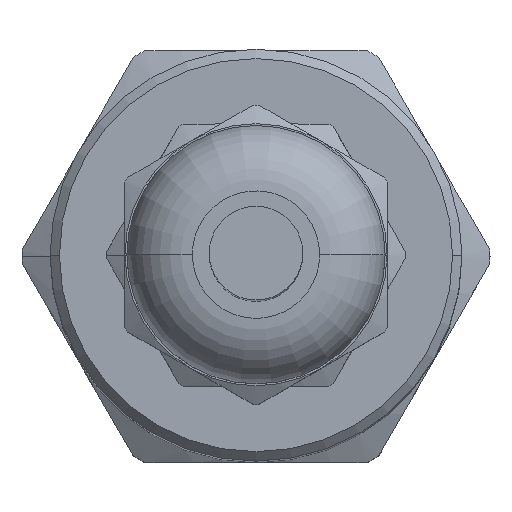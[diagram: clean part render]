
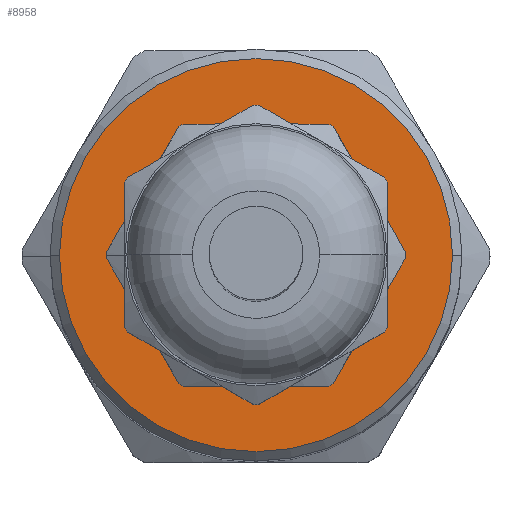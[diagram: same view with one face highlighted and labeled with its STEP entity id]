
A CAD part, top view. The second image highlights one B-rep face of the part: STEP entity #8958.
In plain terms, the highlighted face is planar.
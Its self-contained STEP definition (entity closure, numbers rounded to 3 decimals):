
#62 = DIRECTION ( 'NONE',  ( 0., 1., 0. ) ) ;
#109 = FACE_OUTER_BOUND ( 'NONE', #6764, .T. ) ;
#215 = CARTESIAN_POINT ( 'NONE',  ( 0., 1.5, 0. ) ) ;
#225 = CIRCLE ( 'NONE', #5012, 10.5 ) ;
#678 = VERTEX_POINT ( 'NONE', #831 ) ;
#682 = VERTEX_POINT ( 'NONE', #8711 ) ;
#831 = CARTESIAN_POINT ( 'NONE',  ( -10.5, 1.5, 0. ) ) ;
#860 = EDGE_CURVE ( 'NONE', #1472, #6184, #8562, .T. ) ;
#1472 = VERTEX_POINT ( 'NONE', #4510 ) ;
#1500 = EDGE_CURVE ( 'NONE', #682, #678, #9881, .T. ) ;
#2067 = ORIENTED_EDGE ( 'NONE', *, *, #8147, .T. ) ;
#2405 = DIRECTION ( 'NONE',  ( 0., 1., 0. ) ) ;
#2435 = DIRECTION ( 'NONE',  ( 0., 0., 1. ) ) ;
#2574 = CIRCLE ( 'NONE', #9216, 6. ) ;
#2585 = DIRECTION ( 'NONE',  ( 0., 0., 1. ) ) ;
#2645 = ORIENTED_EDGE ( 'NONE', *, *, #3866, .T. ) ;
#2700 = DIRECTION ( 'NONE',  ( 0., -1., 0. ) ) ;
#2741 = DIRECTION ( 'NONE',  ( 1., 0., 0. ) ) ;
#2800 = CARTESIAN_POINT ( 'NONE',  ( 0., 1.5, 6. ) ) ;
#2906 = DIRECTION ( 'NONE',  ( 0., 1., 0. ) ) ;
#3361 = PLANE ( 'NONE',  #7169 ) ;
#3375 = DIRECTION ( 'NONE',  ( 1., 0., 0. ) ) ;
#3866 = EDGE_CURVE ( 'NONE', #6184, #1472, #2574, .T. ) ;
#4399 = CARTESIAN_POINT ( 'NONE',  ( 0., 1.5, 0. ) ) ;
#4510 = CARTESIAN_POINT ( 'NONE',  ( 0., 1.5, -6. ) ) ;
#4622 = ORIENTED_EDGE ( 'NONE', *, *, #860, .T. ) ;
#4889 = EDGE_LOOP ( 'NONE', ( #2645, #4622 ) ) ;
#5012 = AXIS2_PLACEMENT_3D ( 'NONE', #215, #2405, #3375 ) ;
#5415 = AXIS2_PLACEMENT_3D ( 'NONE', #4399, #2906, #2741 ) ;
#5598 = DIRECTION ( 'NONE',  ( 0., -1., 0. ) ) ;
#5699 = FACE_BOUND ( 'NONE', #4889, .T. ) ;
#6049 = ORIENTED_EDGE ( 'NONE', *, *, #1500, .T. ) ;
#6184 = VERTEX_POINT ( 'NONE', #2800 ) ;
#6234 = AXIS2_PLACEMENT_3D ( 'NONE', #9545, #5598, #2435 ) ;
#6742 = DIRECTION ( 'NONE',  ( 0., 0., 1. ) ) ;
#6764 = EDGE_LOOP ( 'NONE', ( #6049, #2067 ) ) ;
#7169 = AXIS2_PLACEMENT_3D ( 'NONE', #8812, #62, #2585 ) ;
#8147 = EDGE_CURVE ( 'NONE', #678, #682, #225, .T. ) ;
#8562 = CIRCLE ( 'NONE', #6234, 6. ) ;
#8711 = CARTESIAN_POINT ( 'NONE',  ( 10.5, 1.5, 0. ) ) ;
#8812 = CARTESIAN_POINT ( 'NONE',  ( 0., 1.5, 0. ) ) ;
#8958 = ADVANCED_FACE ( 'NONE', ( #5699, #109 ), #3361, .T. ) ;
#9216 = AXIS2_PLACEMENT_3D ( 'NONE', #9863, #2700, #6742 ) ;
#9545 = CARTESIAN_POINT ( 'NONE',  ( 0., 1.5, 0. ) ) ;
#9863 = CARTESIAN_POINT ( 'NONE',  ( 0., 1.5, 0. ) ) ;
#9881 = CIRCLE ( 'NONE', #5415, 10.5 ) ;
